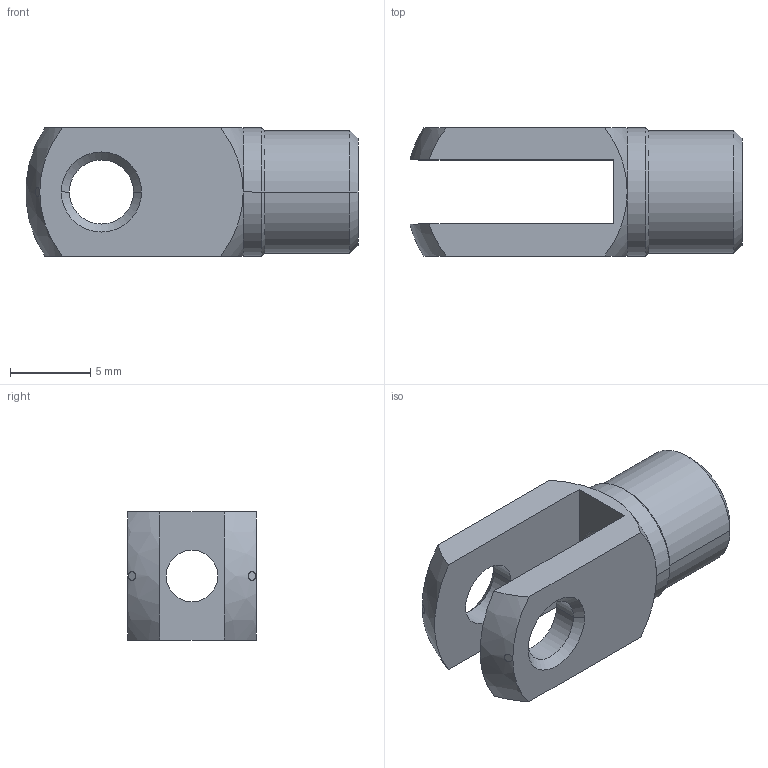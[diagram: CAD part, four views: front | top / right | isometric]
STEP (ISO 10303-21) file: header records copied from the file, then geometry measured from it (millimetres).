
FILE_DESCRIPTION(('STEP AP203'),'1');
FILE_NAME('c1-662-04-08-7.stp','2014-04-28T17:58:46',('TraceParts'),('TraceParts S.A.'),'XStep 1.0',' ',' ');
FILE_SCHEMA(('CONFIG_CONTROL_DESIGN'));
Length unit declared in the file: millimetre
Products named in the file (1): 1
Bounding box: 20.7 x 8 x 8 mm (x, y, z)
Volume: 639.9 mm3; surface area: 837.3 mm2
Topology: 1 solids, 1 shells, 36 faces, 82 edges, 50 vertices
Faces by surface type: cone 10, cylinder 10, plane 10, sphere 6
Entity records: 1080 total; most frequent: DIRECTION 206, CARTESIAN_POINT 169, ORIENTED_EDGE 164, AXIS2_PLACEMENT_3D 87, EDGE_CURVE 82, VERTEX_POINT 50, CIRCLE 50, EDGE_LOOP 44
